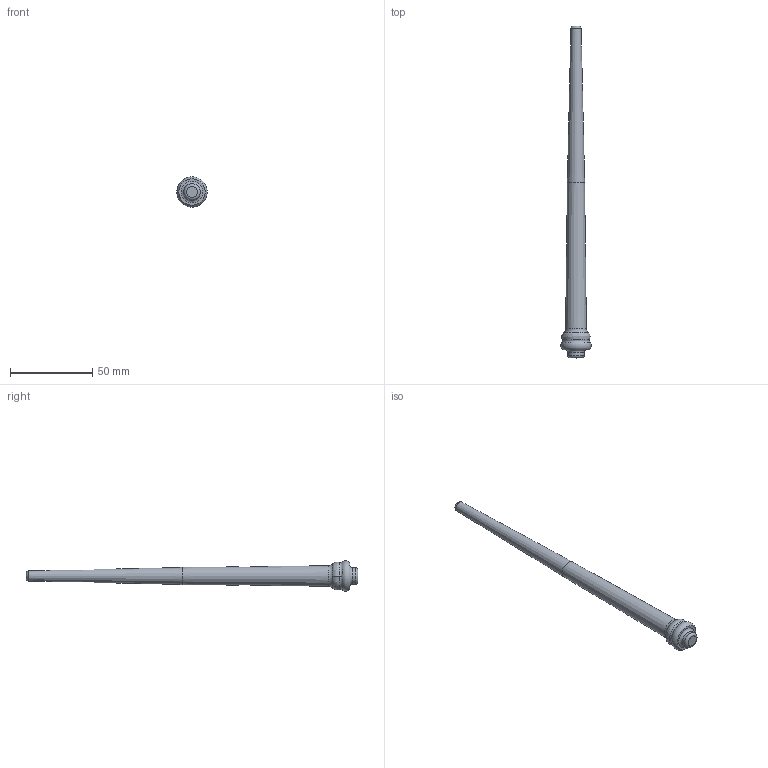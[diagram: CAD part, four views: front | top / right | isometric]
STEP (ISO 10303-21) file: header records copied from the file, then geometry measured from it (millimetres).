
FILE_DESCRIPTION(/* description */ (''),/* implementation_level */ '2;1');
FILE_NAME(/* name */ 'bodyShapeTopCap.step',/* time_stamp */ '2021-04-18T16:59:52-05:00',/* author */ (''),/* organization */ (''),/* preprocessor_version */ 'ST-DEVELOPER v18.1',/* originating_system */ 'Autodesk Translation Framework v10.6.0.1341',/* authorisation */ '');
FILE_SCHEMA (('AUTOMOTIVE_DESIGN { 1 0 10303 214 3 1 1 }'));
Length unit declared in the file: millimetre
Products named in the file (1): bodyShapeTopCap
Bounding box: 18.39 x 201.38 x 18.39 mm (x, y, z)
Volume: 17608 mm3; surface area: 6740.4 mm2
Topology: 1 solids, 1 shells, 15 faces, 33 edges, 21 vertices
Faces by surface type: bspline 5, torus 4, plane 3, cone 2, cylinder 1
Full cylindrical faces by diameter (mm): 10 x1
Entity records: 1177 total; most frequent: CARTESIAN_POINT 823, ORIENTED_EDGE 66, DIRECTION 63, EDGE_CURVE 33, AXIS2_PLACEMENT_3D 30, VERTEX_POINT 21, CIRCLE 19, EDGE_LOOP 16
